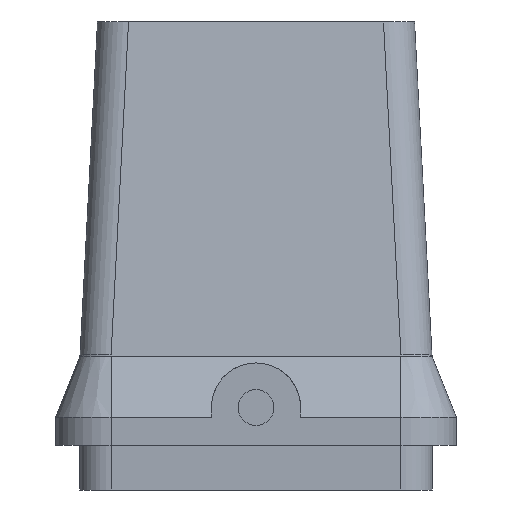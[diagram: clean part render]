
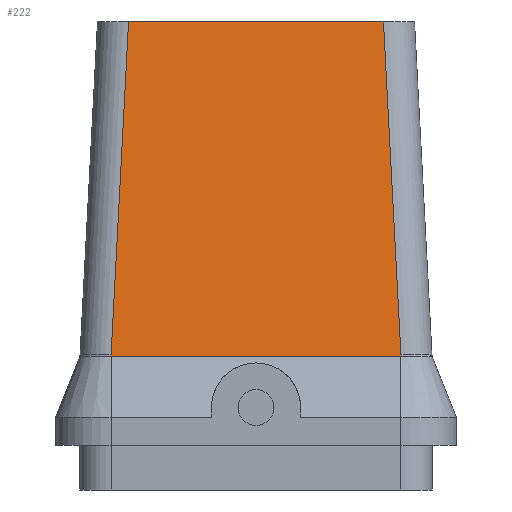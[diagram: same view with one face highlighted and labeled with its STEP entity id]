
A CAD part, left-side view. The second image highlights one B-rep face of the part: STEP entity #222.
In plain terms, the highlighted planar face has unit normal (-0.994, 0, 0.113).
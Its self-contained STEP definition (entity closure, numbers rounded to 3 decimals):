
#222 = ADVANCED_FACE( '', ( #614 ), #615, .F. );
#614 = FACE_OUTER_BOUND( '', #1317, .T. );
#615 = PLANE( '', #1318 );
#1317 = EDGE_LOOP( '', ( #2278, #2279, #2280, #2281, #2282, #2283, #2284, #2285 ) );
#1318 = AXIS2_PLACEMENT_3D( '', #2286, #2287, #2288 );
#2278 = ORIENTED_EDGE( '', *, *, #3943, .F. );
#2279 = ORIENTED_EDGE( '', *, *, #3944, .T. );
#2280 = ORIENTED_EDGE( '', *, *, #3945, .T. );
#2281 = ORIENTED_EDGE( '', *, *, #3946, .T. );
#2282 = ORIENTED_EDGE( '', *, *, #3947, .T. );
#2283 = ORIENTED_EDGE( '', *, *, #3948, .F. );
#2284 = ORIENTED_EDGE( '', *, *, #3936, .F. );
#2285 = ORIENTED_EDGE( '', *, *, #3949, .F. );
#2286 = CARTESIAN_POINT( '', ( -60.5, 124.121, 20. ) );
#2287 = DIRECTION( '', ( 0.994, 0., -0.113 ) );
#2288 = DIRECTION( '', ( -0.113, 0., -0.994 ) );
#3936 = EDGE_CURVE( '', #4593, #4588, #4595, .T. );
#3943 = EDGE_CURVE( '', #4606, #4607, #4608, .T. );
#3944 = EDGE_CURVE( '', #4606, #4609, #4610, .F. );
#3945 = EDGE_CURVE( '', #4609, #4611, #4612, .T. );
#3946 = EDGE_CURVE( '', #4611, #4613, #4614, .T. );
#3947 = EDGE_CURVE( '', #4613, #4615, #4616, .T. );
#3948 = EDGE_CURVE( '', #4588, #4615, #4617, .T. );
#3949 = EDGE_CURVE( '', #4607, #4593, #4618, .F. );
#4588 = VERTEX_POINT( '', #5600 );
#4593 = VERTEX_POINT( '', #5680 );
#4595 = B_SPLINE_CURVE_WITH_KNOTS( '', 3, ( #5682, #5683, #5684, #5685 ), .UNSPECIFIED., .F., .F., ( 4, 4 ), ( 0., 0. ), .UNSPECIFIED. );
#4606 = VERTEX_POINT( '', #5698 );
#4607 = VERTEX_POINT( '', #5699 );
#4608 = LINE( '', #5700, #5701 );
#4609 = VERTEX_POINT( '', #5702 );
#4610 = LINE( '', #5703, #5704 );
#4611 = VERTEX_POINT( '', #5705 );
#4612 = B_SPLINE_CURVE_WITH_KNOTS( '', 3, ( #5706, #5707, #5708, #5709 ), .UNSPECIFIED., .F., .F., ( 4, 4 ), ( 0., 0. ), .UNSPECIFIED. );
#4613 = VERTEX_POINT( '', #5710 );
#4614 = LINE( '', #5711, #5712 );
#4615 = VERTEX_POINT( '', #5713 );
#4616 = LINE( '', #5714, #5715 );
#4617 = LINE( '', #5716, #5717 );
#4618 = LINE( '', #5718, #5719 );
#5600 = CARTESIAN_POINT( '', ( -60.5, -32.545, 20. ) );
#5680 = CARTESIAN_POINT( '', ( -60.452, -32.51, 20.422 ) );
#5682 = CARTESIAN_POINT( '', ( -60.452, -32.51, 20.422 ) );
#5683 = CARTESIAN_POINT( '', ( -60.468, -32.517, 20.281 ) );
#5684 = CARTESIAN_POINT( '', ( -60.484, -32.529, 20.14 ) );
#5685 = CARTESIAN_POINT( '', ( -60.5, -32.545, 20. ) );
#5698 = CARTESIAN_POINT( '', ( -52., 28.601, 95. ) );
#5699 = CARTESIAN_POINT( '', ( -52., -28.601, 95. ) );
#5700 = CARTESIAN_POINT( '', ( -52., 0., 95. ) );
#5701 = VECTOR( '', #7269, 1000. );
#5702 = CARTESIAN_POINT( '', ( -60.452, 32.51, 20.422 ) );
#5703 = CARTESIAN_POINT( '', ( -60.541, 32.551, 19.64 ) );
#5704 = VECTOR( '', #7270, 1000. );
#5705 = CARTESIAN_POINT( '', ( -60.5, 32.545, 20. ) );
#5706 = CARTESIAN_POINT( '', ( -60.452, 32.51, 20.422 ) );
#5707 = CARTESIAN_POINT( '', ( -60.468, 32.517, 20.281 ) );
#5708 = CARTESIAN_POINT( '', ( -60.484, 32.529, 20.14 ) );
#5709 = CARTESIAN_POINT( '', ( -60.5, 32.545, 20. ) );
#5710 = CARTESIAN_POINT( '', ( -60.5, 32.5, 20. ) );
#5711 = CARTESIAN_POINT( '', ( -60.5, 124.121, 20. ) );
#5712 = VECTOR( '', #7271, 1000. );
#5713 = CARTESIAN_POINT( '', ( -60.5, -32.5, 20. ) );
#5714 = CARTESIAN_POINT( '', ( -60.5, 124.121, 20. ) );
#5715 = VECTOR( '', #7272, 1000. );
#5716 = CARTESIAN_POINT( '', ( -60.5, -124.121, 20. ) );
#5717 = VECTOR( '', #7273, 1000. );
#5718 = CARTESIAN_POINT( '', ( -60.541, -32.551, 19.64 ) );
#5719 = VECTOR( '', #7274, 1000. );
#7269 = DIRECTION( '', ( 0., -1., 0. ) );
#7270 = DIRECTION( '', ( 0.112, -0.052, 0.992 ) );
#7271 = DIRECTION( '', ( 0., -1., 0. ) );
#7272 = DIRECTION( '', ( 0., -1., 0. ) );
#7273 = DIRECTION( '', ( 0., 1., 0. ) );
#7274 = DIRECTION( '', ( 0.112, 0.052, 0.992 ) );
